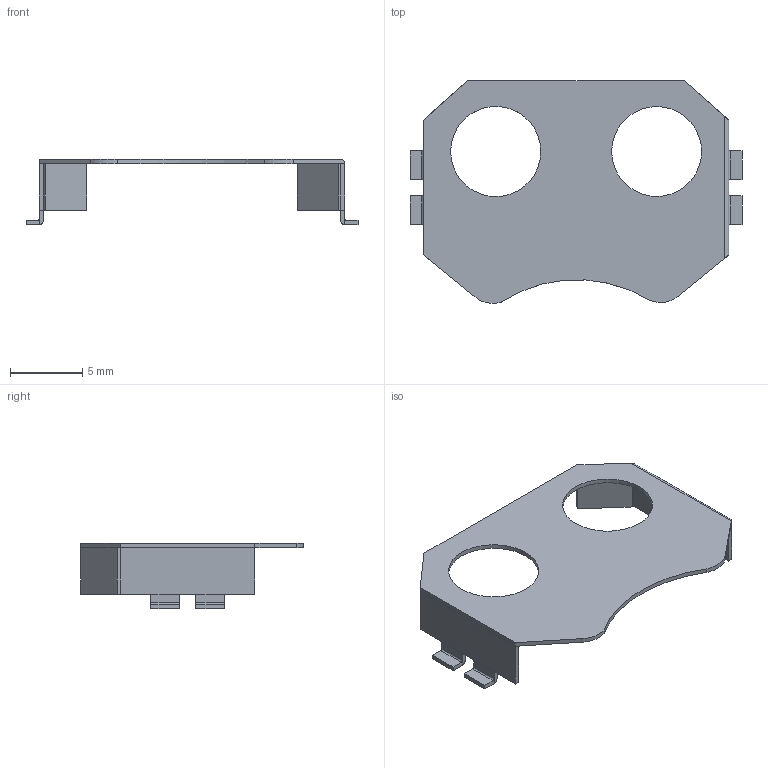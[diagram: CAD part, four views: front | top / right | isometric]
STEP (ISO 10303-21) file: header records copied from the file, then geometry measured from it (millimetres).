
FILE_DESCRIPTION(('FreeCAD Model'),'2;1');
FILE_NAME('Body_sc.step', '2019-11-05T16:48:50',('kicad StepUp'),('ksu MCAD'), 'Open CASCADE STEP processor 7.3','FreeCAD','Unknown');
FILE_SCHEMA(('AUTOMOTIVE_DESIGN { 1 0 10303 214 1 1 1 1 }'));
Length unit declared in the file: millimetre
Products named in the file (1): Body_sc
Bounding box: 22.9 x 15.36 x 4.5 mm (x, y, z)
Volume: 98.2 mm3; surface area: 697.4 mm2
Topology: 1 solids, 1 shells, 87 faces, 217 edges, 132 vertices
Faces by surface type: plane 73, cylinder 14
Full cylindrical faces by diameter (mm): 6.205 x1, 6.219 x1
Entity records: 2544 total; most frequent: CARTESIAN_POINT 437, ORIENTED_EDGE 434, DIRECTION 421, EDGE_CURVE 217, LINE 189, VECTOR 189, VERTEX_POINT 132, AXIS2_PLACEMENT_3D 116
